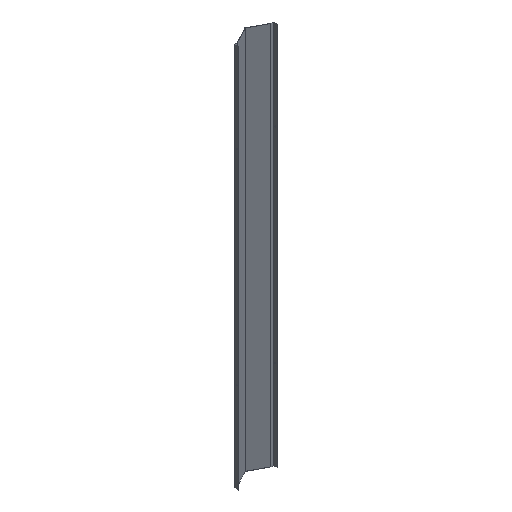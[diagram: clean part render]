
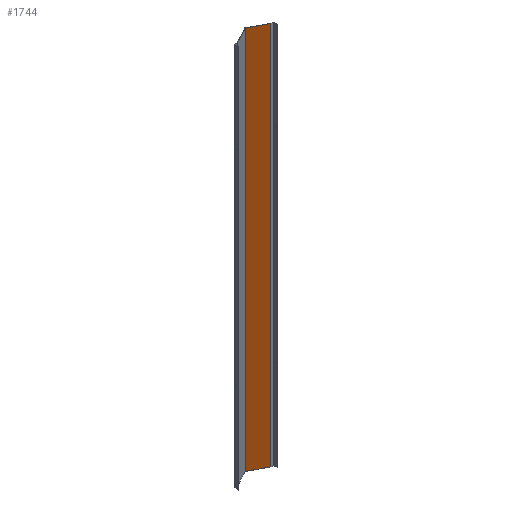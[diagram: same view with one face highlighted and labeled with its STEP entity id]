
A CAD part, isometric view. The second image highlights one B-rep face of the part: STEP entity #1744.
In plain terms, the highlighted planar face has unit normal (-0.471, -0.882, 0).
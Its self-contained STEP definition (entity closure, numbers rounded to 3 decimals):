
#8 = VERTEX_POINT ( 'NONE', #1180 ) ;
#215 = CARTESIAN_POINT ( 'NONE',  ( 131.029, 29.118, -1500. ) ) ;
#334 = CARTESIAN_POINT ( 'NONE',  ( 131.029, 29.118, 1500. ) ) ;
#335 = DIRECTION ( 'NONE',  ( -0.882, 0.471, 0. ) ) ;
#343 = PLANE ( 'NONE',  #359 ) ;
#349 = CARTESIAN_POINT ( 'NONE',  ( 131.029, 29.118, 1500. ) ) ;
#359 = AXIS2_PLACEMENT_3D ( 'NONE', #349, #384, #335 ) ;
#376 = VECTOR ( 'NONE', #1108, 1000. ) ;
#377 = VECTOR ( 'NONE', #1425, 1000. ) ;
#384 = DIRECTION ( 'NONE',  ( 0.471, 0.882, 0. ) ) ;
#393 = DIRECTION ( 'NONE',  ( 0.882, -0.471, 0. ) ) ;
#395 = LINE ( 'NONE', #215, #377 ) ;
#408 = LINE ( 'NONE', #334, #776 ) ;
#412 = EDGE_LOOP ( 'NONE', ( #713, #1443, #1502, #1147 ) ) ;
#558 = VERTEX_POINT ( 'NONE', #1416 ) ;
#679 = CARTESIAN_POINT ( 'NONE',  ( 130.808, 29.236, -1500. ) ) ;
#713 = ORIENTED_EDGE ( 'NONE', *, *, #1142, .T. ) ;
#726 = FACE_OUTER_BOUND ( 'NONE', #412, .T. ) ;
#776 = VECTOR ( 'NONE', #393, 1000. ) ;
#1044 = VECTOR ( 'NONE', #1221, 1000. ) ;
#1108 = DIRECTION ( 'NONE',  ( 0., 0., -1. ) ) ;
#1142 = EDGE_CURVE ( 'NONE', #1263, #1405, #395, .T. ) ;
#1147 = ORIENTED_EDGE ( 'NONE', *, *, #1174, .T. ) ;
#1174 = EDGE_CURVE ( 'NONE', #8, #1263, #1764, .T. ) ;
#1180 = CARTESIAN_POINT ( 'NONE',  ( 0.471, 98.882, 1500. ) ) ;
#1221 = DIRECTION ( 'NONE',  ( 0., 0., -1. ) ) ;
#1239 = CARTESIAN_POINT ( 'NONE',  ( 130.808, 29.236, 1500. ) ) ;
#1263 = VERTEX_POINT ( 'NONE', #1407 ) ;
#1405 = VERTEX_POINT ( 'NONE', #679 ) ;
#1407 = CARTESIAN_POINT ( 'NONE',  ( 0.471, 98.882, -1500. ) ) ;
#1416 = CARTESIAN_POINT ( 'NONE',  ( 130.808, 29.236, 1500. ) ) ;
#1425 = DIRECTION ( 'NONE',  ( 0.882, -0.471, 0. ) ) ;
#1443 = ORIENTED_EDGE ( 'NONE', *, *, #1597, .F. ) ;
#1462 = CARTESIAN_POINT ( 'NONE',  ( 0.471, 98.882, 1500. ) ) ;
#1502 = ORIENTED_EDGE ( 'NONE', *, *, #1646, .F. ) ;
#1597 = EDGE_CURVE ( 'NONE', #558, #1405, #1763, .T. ) ;
#1646 = EDGE_CURVE ( 'NONE', #8, #558, #408, .T. ) ;
#1744 = ADVANCED_FACE ( 'NONE', ( #726 ), #343, .F. ) ;
#1763 = LINE ( 'NONE', #1239, #1044 ) ;
#1764 = LINE ( 'NONE', #1462, #376 ) ;
